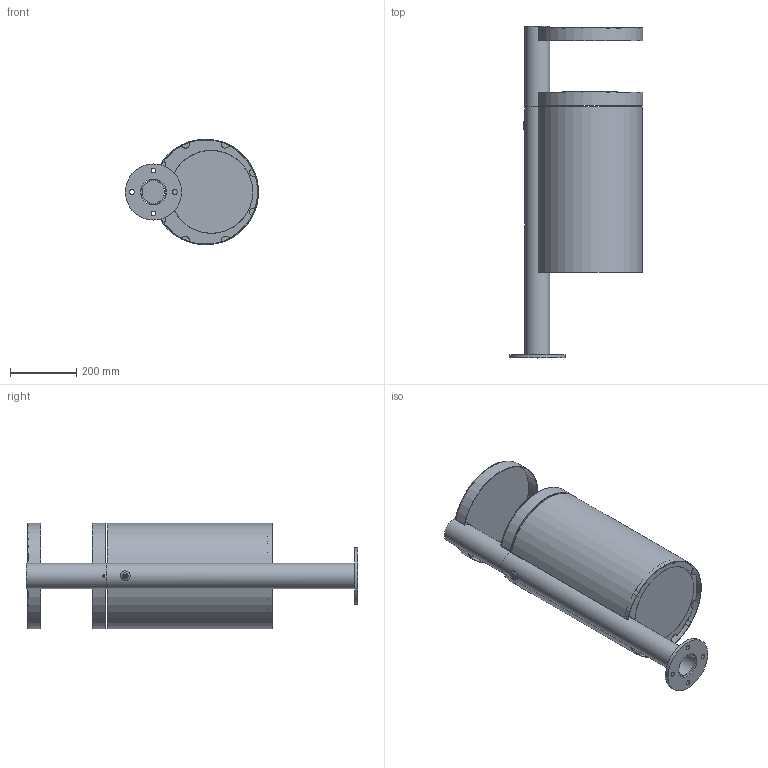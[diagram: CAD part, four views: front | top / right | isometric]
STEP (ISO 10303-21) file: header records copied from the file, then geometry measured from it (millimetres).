
FILE_DESCRIPTION (( 'STEP AP203' ), '1' );
FILE_NAME ('6.000.0(00).0117.00.00_Óðíà aliot-1.STEP', '2024-05-20T07:33:50', ( '' ), ( '' ), 'SwSTEP 2.0', 'SolidWorks 2020', '' );
FILE_SCHEMA (( 'CONFIG_CONTROL_DESIGN' ));
Length unit declared in the file: millimetre
Products named in the file (1): 6.000.0(00).0117.00.00_迼縺 aliot-1
Bounding box: 403.5 x 1005 x 319.81 mm (x, y, z)
Surface area: 2678579.1 mm2 (no closed solid volume)
Topology: 0 solids, 32 shells, 135 faces, 557 edges, 445 vertices
Faces by surface type: cylinder 56, plane 53, torus 16, cone 5, bspline 4, sphere 1
Full cylindrical faces by diameter (mm): 3 x1, 10.5 x1, 14 x4, 30 x1, 68 x1, 69 x2, 76 x2, 78 x1, 160 x1, 170 x1
Entity records: 6769 total; most frequent: CARTESIAN_POINT 2234, DIRECTION 1000, ORIENTED_EDGE 677, EDGE_CURVE 531, VERTEX_POINT 439, AXIS2_PLACEMENT_3D 393, CIRCLE 261, LINE 214
